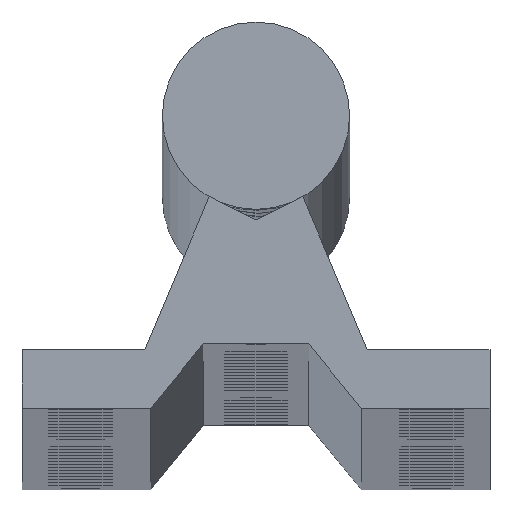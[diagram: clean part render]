
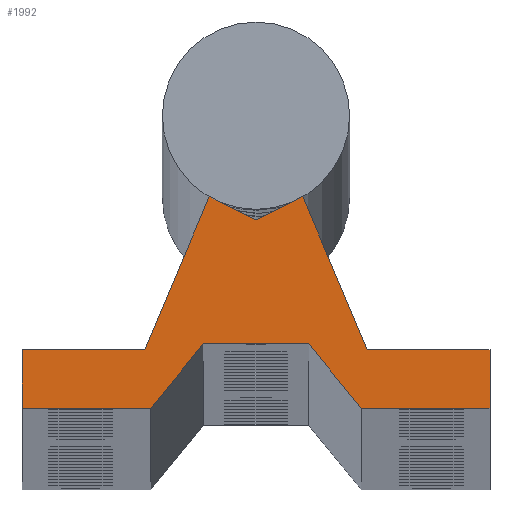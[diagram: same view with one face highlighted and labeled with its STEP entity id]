
A CAD part, top view. The second image highlights one B-rep face of the part: STEP entity #1992.
In plain terms, the highlighted planar face has unit normal (0, 0, 1).
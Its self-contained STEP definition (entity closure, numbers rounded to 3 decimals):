
#53 = VERTEX_POINT ( 'NONE', #5878 ) ;
#59 = VERTEX_POINT ( 'NONE', #5903 ) ;
#60 = VERTEX_POINT ( 'NONE', #5900 ) ;
#64 = VERTEX_POINT ( 'NONE', #5814 ) ;
#74 = VERTEX_POINT ( 'NONE', #5822 ) ;
#83 = VERTEX_POINT ( 'NONE', #5835 ) ;
#133 = CIRCLE ( 'NONE', #7760, 8. ) ;
#134 = VECTOR ( 'NONE', #1240, 1000. ) ;
#135 = LINE ( 'NONE', #1239, #134 ) ;
#143 = VECTOR ( 'NONE', #1227, 1000. ) ;
#151 = CIRCLE ( 'NONE', #7701, 8. ) ;
#160 = VECTOR ( 'NONE', #2417, 1000. ) ;
#169 = LINE ( 'NONE', #2239, #279 ) ;
#173 = VECTOR ( 'NONE', #2949, 1000. ) ;
#211 = LINE ( 'NONE', #1226, #143 ) ;
#213 = VECTOR ( 'NONE', #2709, 1000. ) ;
#214 = LINE ( 'NONE', #2948, #173 ) ;
#219 = VECTOR ( 'NONE', #2614, 1000. ) ;
#231 = LINE ( 'NONE', #2708, #213 ) ;
#238 = LINE ( 'NONE', #2613, #219 ) ;
#246 = VECTOR ( 'NONE', #2414, 1000. ) ;
#248 = VECTOR ( 'NONE', #2539, 1000. ) ;
#272 = LINE ( 'NONE', #2538, #248 ) ;
#279 = VECTOR ( 'NONE', #2240, 1000. ) ;
#327 = LINE ( 'NONE', #2413, #246 ) ;
#328 = LINE ( 'NONE', #2416, #160 ) ;
#428 = ORIENTED_EDGE ( 'NONE', *, *, #6852, .T. ) ;
#433 = ORIENTED_EDGE ( 'NONE', *, *, #7105, .T. ) ;
#441 = ORIENTED_EDGE ( 'NONE', *, *, #6881, .T. ) ;
#531 = ORIENTED_EDGE ( 'NONE', *, *, #7470, .T. ) ;
#569 = ORIENTED_EDGE ( 'NONE', *, *, #7080, .T. ) ;
#571 = ORIENTED_EDGE ( 'NONE', *, *, #6851, .T. ) ;
#625 = ORIENTED_EDGE ( 'NONE', *, *, #7472, .T. ) ;
#642 = ORIENTED_EDGE ( 'NONE', *, *, #6875, .T. ) ;
#650 = ORIENTED_EDGE ( 'NONE', *, *, #6835, .T. ) ;
#653 = ORIENTED_EDGE ( 'NONE', *, *, #7058, .T. ) ;
#690 = ORIENTED_EDGE ( 'NONE', *, *, #5441, .T. ) ;
#734 = ORIENTED_EDGE ( 'NONE', *, *, #7110, .T. ) ;
#738 = ORIENTED_EDGE ( 'NONE', *, *, #7108, .T. ) ;
#770 = ORIENTED_EDGE ( 'NONE', *, *, #6815, .T. ) ;
#779 = ORIENTED_EDGE ( 'NONE', *, *, #5449, .T. ) ;
#1118 = EDGE_LOOP ( 'NONE', ( #653, #428, #779, #690, #738, #441, #642, #650, #433, #734, #770, #531, #625, #571, #569 ) ) ;
#1226 = CARTESIAN_POINT ( 'NONE',  ( -9.5, 5., 4000. ) ) ;
#1227 = DIRECTION ( 'NONE',  ( -0.388, -0.922, 0. ) ) ;
#1233 = CARTESIAN_POINT ( 'NONE',  ( 0., 25., 4000. ) ) ;
#1234 = DIRECTION ( 'NONE',  ( 0., 0., -1. ) ) ;
#1235 = DIRECTION ( 'NONE',  ( 1., 0., 0. ) ) ;
#1239 = CARTESIAN_POINT ( 'NONE',  ( -20., 5., 4000. ) ) ;
#1240 = DIRECTION ( 'NONE',  ( -1., 0., 0. ) ) ;
#1992 = ADVANCED_FACE ( 'NONE', ( #5636 ), #3833, .T. ) ;
#2239 = CARTESIAN_POINT ( 'NONE',  ( -20., 0., 4000. ) ) ;
#2240 = DIRECTION ( 'NONE',  ( 0., -1., 0. ) ) ;
#2309 = CARTESIAN_POINT ( 'NONE',  ( 0., 25., 4000. ) ) ;
#2310 = DIRECTION ( 'NONE',  ( 0., 0., -1. ) ) ;
#2311 = DIRECTION ( 'NONE',  ( 1., 0., 0. ) ) ;
#2413 = CARTESIAN_POINT ( 'NONE',  ( 4.5, 5.5, 4000. ) ) ;
#2414 = DIRECTION ( 'NONE',  ( 1., 0., 0. ) ) ;
#2416 = CARTESIAN_POINT ( 'NONE',  ( 20., 0., 4000. ) ) ;
#2417 = DIRECTION ( 'NONE',  ( 0., 1., 0. ) ) ;
#2538 = CARTESIAN_POINT ( 'NONE',  ( 0., 16.105, 4000. ) ) ;
#2539 = DIRECTION ( 'NONE',  ( -0.899, 0.437, 0. ) ) ;
#2613 = CARTESIAN_POINT ( 'NONE',  ( 3.496, 17.805, 4000. ) ) ;
#2614 = DIRECTION ( 'NONE',  ( -0.899, -0.437, 0. ) ) ;
#2708 = CARTESIAN_POINT ( 'NONE',  ( 20., 0., 4000. ) ) ;
#2709 = DIRECTION ( 'NONE',  ( 1., 0., 0. ) ) ;
#2948 = CARTESIAN_POINT ( 'NONE',  ( 9., 0., 4000. ) ) ;
#2949 = DIRECTION ( 'NONE',  ( 0.633, -0.774, 0. ) ) ;
#3833 = PLANE ( 'NONE',  #7526 ) ;
#3840 = CARTESIAN_POINT ( 'NONE',  ( 0., 25., 4000. ) ) ;
#3846 = DIRECTION ( 'NONE',  ( 0., 0., 1. ) ) ;
#3847 = DIRECTION ( 'NONE',  ( 1., 0., 0. ) ) ;
#4036 = CARTESIAN_POINT ( 'NONE',  ( 9.5, 5., 4000. ) ) ;
#4037 = DIRECTION ( 'NONE',  ( -0.388, 0.922, 0. ) ) ;
#4058 = CARTESIAN_POINT ( 'NONE',  ( 20., 5., 4000. ) ) ;
#4059 = DIRECTION ( 'NONE',  ( -1., 0., 0. ) ) ;
#4185 = CARTESIAN_POINT ( 'NONE',  ( 9., 0., 4000. ) ) ;
#4243 = CARTESIAN_POINT ( 'NONE',  ( -20., 5., 4000. ) ) ;
#4245 = CARTESIAN_POINT ( 'NONE',  ( -9., 0., 4000. ) ) ;
#4246 = CARTESIAN_POINT ( 'NONE',  ( -20., 0., 4000. ) ) ;
#4251 = CARTESIAN_POINT ( 'NONE',  ( -9.5, 5., 4000. ) ) ;
#4253 = CARTESIAN_POINT ( 'NONE',  ( 20., 0., 4000. ) ) ;
#4265 = CARTESIAN_POINT ( 'NONE',  ( 20., 5., 4000. ) ) ;
#4271 = CARTESIAN_POINT ( 'NONE',  ( 0., 16.105, 4000. ) ) ;
#4282 = CARTESIAN_POINT ( 'NONE',  ( -4., 18.072, 4000. ) ) ;
#4695 = LINE ( 'NONE', #4857, #4696 ) ;
#4696 = VECTOR ( 'NONE', #4858, 1000. ) ;
#4699 = LINE ( 'NONE', #4862, #4700 ) ;
#4700 = VECTOR ( 'NONE', #4863, 1000. ) ;
#4857 = CARTESIAN_POINT ( 'NONE',  ( -9., 0., 4000. ) ) ;
#4858 = DIRECTION ( 'NONE',  ( 1., 0., 0. ) ) ;
#4862 = CARTESIAN_POINT ( 'NONE',  ( -4.5, 5.5, 4000. ) ) ;
#4863 = DIRECTION ( 'NONE',  ( 0.633, 0.774, 0. ) ) ;
#5441 = EDGE_CURVE ( 'NONE', #53, #83, #7219, .T. ) ;
#5449 = EDGE_CURVE ( 'NONE', #5977, #53, #7333, .T. ) ;
#5636 = FACE_OUTER_BOUND ( 'NONE', #1118, .T. ) ;
#5814 = CARTESIAN_POINT ( 'NONE',  ( -3.496, 17.805, 4000. ) ) ;
#5817 = VERTEX_POINT ( 'NONE', #4243 ) ;
#5819 = VERTEX_POINT ( 'NONE', #4245 ) ;
#5822 = CARTESIAN_POINT ( 'NONE',  ( 3.496, 17.805, 4000. ) ) ;
#5835 = CARTESIAN_POINT ( 'NONE',  ( 4., 18.072, 4000. ) ) ;
#5872 = VERTEX_POINT ( 'NONE', #4246 ) ;
#5878 = CARTESIAN_POINT ( 'NONE',  ( 9.5, 5., 4000. ) ) ;
#5880 = VERTEX_POINT ( 'NONE', #4185 ) ;
#5882 = VERTEX_POINT ( 'NONE', #4251 ) ;
#5885 = VERTEX_POINT ( 'NONE', #4253 ) ;
#5900 = CARTESIAN_POINT ( 'NONE',  ( 4.5, 5.5, 4000. ) ) ;
#5903 = CARTESIAN_POINT ( 'NONE',  ( -4.5, 5.5, 4000. ) ) ;
#5977 = VERTEX_POINT ( 'NONE', #4265 ) ;
#5985 = VERTEX_POINT ( 'NONE', #4271 ) ;
#5998 = VERTEX_POINT ( 'NONE', #4282 ) ;
#6815 = EDGE_CURVE ( 'NONE', #5817, #5872, #169, .T. ) ;
#6835 = EDGE_CURVE ( 'NONE', #64, #5998, #151, .T. ) ;
#6851 = EDGE_CURVE ( 'NONE', #59, #60, #327, .T. ) ;
#6852 = EDGE_CURVE ( 'NONE', #5885, #5977, #328, .T. ) ;
#6875 = EDGE_CURVE ( 'NONE', #5985, #64, #272, .T. ) ;
#6881 = EDGE_CURVE ( 'NONE', #74, #5985, #238, .T. ) ;
#7058 = EDGE_CURVE ( 'NONE', #5880, #5885, #231, .T. ) ;
#7080 = EDGE_CURVE ( 'NONE', #60, #5880, #214, .T. ) ;
#7105 = EDGE_CURVE ( 'NONE', #5998, #5882, #211, .T. ) ;
#7108 = EDGE_CURVE ( 'NONE', #83, #74, #133, .T. ) ;
#7110 = EDGE_CURVE ( 'NONE', #5882, #5817, #135, .T. ) ;
#7219 = LINE ( 'NONE', #4036, #7220 ) ;
#7220 = VECTOR ( 'NONE', #4037, 1000. ) ;
#7333 = LINE ( 'NONE', #4058, #7379 ) ;
#7379 = VECTOR ( 'NONE', #4059, 1000. ) ;
#7470 = EDGE_CURVE ( 'NONE', #5872, #5819, #4695, .T. ) ;
#7472 = EDGE_CURVE ( 'NONE', #5819, #59, #4699, .T. ) ;
#7526 = AXIS2_PLACEMENT_3D ( 'NONE', #3840, #3846, #3847 ) ;
#7701 = AXIS2_PLACEMENT_3D ( 'NONE', #2309, #2310, #2311 ) ;
#7760 = AXIS2_PLACEMENT_3D ( 'NONE', #1233, #1234, #1235 ) ;
